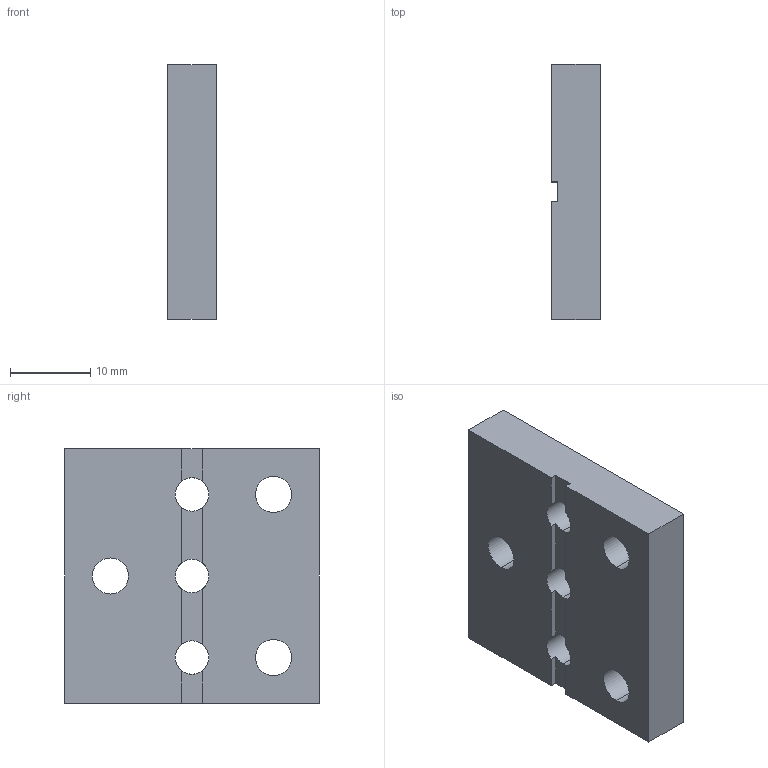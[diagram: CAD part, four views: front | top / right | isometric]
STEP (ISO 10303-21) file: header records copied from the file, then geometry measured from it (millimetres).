
FILE_DESCRIPTION (( 'STEP AP214' ), '1' );
FILE_NAME ('D020202-v2_aLIGO_SUS_HSTS_LOWERWIRECLAMP_INSIDE.STEP', '2012-06-01T20:05:33', ( '' ), ( '' ), 'SwSTEP 2.0', 'SolidWorks 2012', '' );
FILE_SCHEMA (( 'AUTOMOTIVE_DESIGN' ));
Length unit declared in the file: inch
Products named in the file (1): D020202-v2_aLIGO_SUS_HSTS_LOWERWIRECLAMP_INSIDE
Bounding box: 6.1 x 31.75 x 31.75 mm (x, y, z)
Volume: 5558 mm3; surface area: 3114.8 mm2
Topology: 1 solids, 1 shells, 37 faces, 108 edges, 70 vertices
Faces by surface type: plane 19, cylinder 12, cone 6
Entity records: 1300 total; most frequent: DIRECTION 226, ORIENTED_EDGE 216, CARTESIAN_POINT 216, EDGE_CURVE 108, AXIS2_PLACEMENT_3D 80, VERTEX_POINT 70, LINE 66, VECTOR 66
